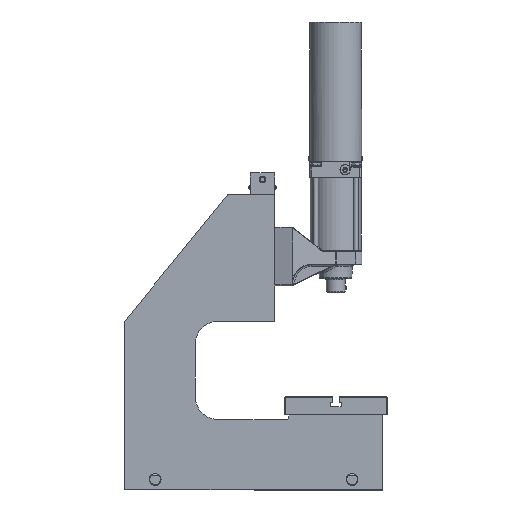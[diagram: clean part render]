
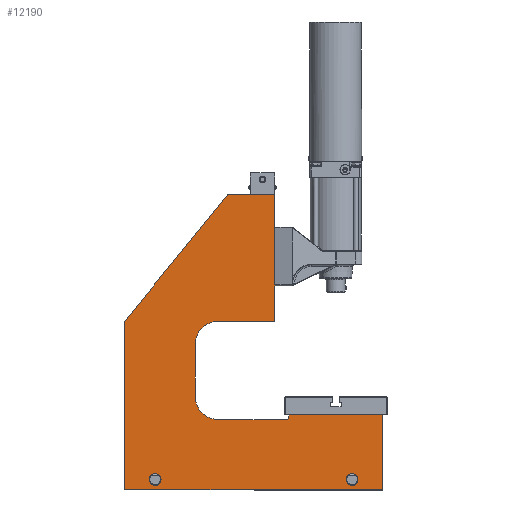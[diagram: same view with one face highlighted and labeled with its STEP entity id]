
A CAD part, left-side view. The second image highlights one B-rep face of the part: STEP entity #12190.
In plain terms, the highlighted face is planar.
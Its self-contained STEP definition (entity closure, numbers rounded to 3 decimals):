
#1086=CARTESIAN_POINT('',(416.509,35.,-99.137));
#1087=VERTEX_POINT('',#1086);
#1088=CARTESIAN_POINT('',(396.509,35.,-99.137));
#1089=VERTEX_POINT('',#1088);
#1090=CARTESIAN_POINT('',(406.509,35.0,-106.637));
#1091=DIRECTION('',(0.0,1.0,0.0));
#1092=DIRECTION('',(1.0,0.0,0.0));
#1093=AXIS2_PLACEMENT_3D('',#1090,#1091,#1092);
#1094=CIRCLE('',#1093,12.5);
#1095=EDGE_CURVE('',#1087,#1089,#1094,.T.);
#2112=CARTESIAN_POINT('',(406.509,35.0,-106.637));
#2113=DIRECTION('',(0.0,1.0,0.0));
#2114=DIRECTION('',(1.0,0.0,0.0));
#2115=AXIS2_PLACEMENT_3D('',#2112,#2113,#2114);
#2116=CIRCLE('',#2115,12.5);
#2117=EDGE_CURVE('',#1089,#1087,#2116,.T.);
#2302=CARTESIAN_POINT('',(-3.491,35.,-99.137));
#2303=VERTEX_POINT('',#2302);
#2304=CARTESIAN_POINT('',(-23.491,35.,-99.137));
#2305=VERTEX_POINT('',#2304);
#2306=CARTESIAN_POINT('',(-13.491,35.0,-106.637));
#2307=DIRECTION('',(0.0,1.0,0.0));
#2308=DIRECTION('',(1.0,0.0,0.0));
#2309=AXIS2_PLACEMENT_3D('',#2306,#2307,#2308);
#2310=CIRCLE('',#2309,12.5);
#2311=EDGE_CURVE('',#2303,#2305,#2310,.T.);
#3286=CARTESIAN_POINT('',(-13.491,35.0,-106.637));
#3287=DIRECTION('',(0.0,1.0,0.0));
#3288=DIRECTION('',(1.0,0.0,0.0));
#3289=AXIS2_PLACEMENT_3D('',#3286,#3287,#3288);
#3290=CIRCLE('',#3289,12.5);
#3291=EDGE_CURVE('',#2305,#2303,#3290,.T.);
#9732=CARTESIAN_POINT('',(471.509,35.0,30.863));
#9733=VERTEX_POINT('',#9732);
#9748=CARTESIAN_POINT('',(271.509,35.0,30.863));
#9749=VERTEX_POINT('',#9748);
#9756=CARTESIAN_POINT('',(271.509,35.0,30.863));
#9757=DIRECTION('',(1.0,0.0,0.0));
#9758=VECTOR('',#9757,200.);
#9759=LINE('',#9756,#9758);
#9760=EDGE_CURVE('',#9749,#9733,#9759,.T.);
#11720=CARTESIAN_POINT('',(241.509,35.0,230.863));
#11721=VERTEX_POINT('',#11720);
#11728=CARTESIAN_POINT('',(121.509,35.0,230.863));
#11729=VERTEX_POINT('',#11728);
#11730=CARTESIAN_POINT('',(241.509,35.0,230.863));
#11731=DIRECTION('',(-1.0,0.0,0.0));
#11732=VECTOR('',#11731,120.0);
#11733=LINE('',#11730,#11732);
#11734=EDGE_CURVE('',#11721,#11729,#11733,.T.);
#11774=CARTESIAN_POINT('',(266.509,35.0,20.863));
#11775=VERTEX_POINT('',#11774);
#11782=CARTESIAN_POINT('',(271.509,35.0,25.863));
#11783=VERTEX_POINT('',#11782);
#11784=CARTESIAN_POINT('',(266.509,35.0,25.863));
#11785=DIRECTION('',(0.0,-1.0,0.0));
#11786=DIRECTION('',(0.707,0.0,-0.707));
#11787=AXIS2_PLACEMENT_3D('',#11784,#11785,#11786);
#11788=CIRCLE('',#11787,5.0);
#11789=EDGE_CURVE('',#11775,#11783,#11788,.T.);
#11814=CARTESIAN_POINT('',(121.509,35.0,20.863));
#11815=VERTEX_POINT('',#11814);
#11822=CARTESIAN_POINT('',(121.509,35.0,20.863));
#11823=DIRECTION('',(1.0,0.0,0.0));
#11824=VECTOR('',#11823,145.);
#11825=LINE('',#11822,#11824);
#11826=EDGE_CURVE('',#11815,#11775,#11825,.T.);
#11846=CARTESIAN_POINT('',(71.509,35.0,180.863));
#11847=VERTEX_POINT('',#11846);
#11848=CARTESIAN_POINT('',(121.509,35.0,180.863));
#11849=DIRECTION('',(0.0,-1.,0.0));
#11850=DIRECTION('',(-0.707,0.0,0.707));
#11851=AXIS2_PLACEMENT_3D('',#11848,#11849,#11850);
#11852=CIRCLE('',#11851,50.);
#11853=EDGE_CURVE('',#11729,#11847,#11852,.T.);
#11878=CARTESIAN_POINT('',(71.509,35.0,70.863));
#11879=VERTEX_POINT('',#11878);
#11886=CARTESIAN_POINT('',(121.509,35.0,70.863));
#11887=DIRECTION('',(0.0,-1.,0.0));
#11888=DIRECTION('',(-0.707,0.0,-0.707));
#11889=AXIS2_PLACEMENT_3D('',#11886,#11887,#11888);
#11890=CIRCLE('',#11889,50.);
#11891=EDGE_CURVE('',#11879,#11815,#11890,.T.);
#11903=CARTESIAN_POINT('',(71.509,35.0,180.863));
#11904=DIRECTION('',(0.0,0.0,-1.0));
#11905=VECTOR('',#11904,110.0);
#11906=LINE('',#11903,#11905);
#11907=EDGE_CURVE('',#11847,#11879,#11906,.T.);
#11957=CARTESIAN_POINT('',(-78.491,35.0,-129.137));
#11958=VERTEX_POINT('',#11957);
#11959=CARTESIAN_POINT('',(-78.491,35.0,230.863));
#11960=VERTEX_POINT('',#11959);
#11961=CARTESIAN_POINT('',(-78.491,35.0,-129.137));
#11962=DIRECTION('',(0.0,0.0,1.0));
#11963=VECTOR('',#11962,360.0);
#11964=LINE('',#11961,#11963);
#11965=EDGE_CURVE('',#11958,#11960,#11964,.T.);
#11997=CARTESIAN_POINT('',(141.509,35.0,500.863));
#11998=VERTEX_POINT('',#11997);
#11999=CARTESIAN_POINT('',(-78.491,35.0,230.863));
#12000=DIRECTION('',(0.632,0.0,0.775));
#12001=VECTOR('',#12000,348.281);
#12002=LINE('',#11999,#12001);
#12003=EDGE_CURVE('',#11960,#11998,#12002,.T.);
#12027=CARTESIAN_POINT('',(271.509,35.0,25.863));
#12028=DIRECTION('',(0.0,0.0,1.0));
#12029=VECTOR('',#12028,5.);
#12030=LINE('',#12027,#12029);
#12031=EDGE_CURVE('',#11783,#9749,#12030,.T.);
#12048=CARTESIAN_POINT('',(471.509,35.0,-129.137));
#12049=VERTEX_POINT('',#12048);
#12050=CARTESIAN_POINT('',(471.509,35.0,30.863));
#12051=DIRECTION('',(0.0,0.0,-1.0));
#12052=VECTOR('',#12051,160.);
#12053=LINE('',#12050,#12052);
#12054=EDGE_CURVE('',#9733,#12049,#12053,.T.);
#12079=CARTESIAN_POINT('',(471.509,35.0,-129.137));
#12080=DIRECTION('',(-1.0,0.0,0.0));
#12081=VECTOR('',#12080,550.0);
#12082=LINE('',#12079,#12081);
#12083=EDGE_CURVE('',#12049,#11958,#12082,.T.);
#12149=CARTESIAN_POINT('',(156.515,35.0,113.253));
#12150=DIRECTION('',(0.0,-1.0,0.0));
#12151=DIRECTION('',(1.0,0.0,0.0));
#12152=AXIS2_PLACEMENT_3D('',#12149,#12150,#12151);
#12153=PLANE('',#12152);
#12154=ORIENTED_EDGE('',*,*,#11965,.F.);
#12155=ORIENTED_EDGE('',*,*,#12083,.F.);
#12156=ORIENTED_EDGE('',*,*,#12054,.F.);
#12157=ORIENTED_EDGE('',*,*,#9760,.F.);
#12158=ORIENTED_EDGE('',*,*,#12031,.F.);
#12159=ORIENTED_EDGE('',*,*,#11789,.F.);
#12160=ORIENTED_EDGE('',*,*,#11826,.F.);
#12161=ORIENTED_EDGE('',*,*,#11891,.F.);
#12162=ORIENTED_EDGE('',*,*,#11907,.F.);
#12163=ORIENTED_EDGE('',*,*,#11853,.F.);
#12164=ORIENTED_EDGE('',*,*,#11734,.F.);
#12165=CARTESIAN_POINT('',(241.509,35.0,500.863));
#12166=VERTEX_POINT('',#12165);
#12167=CARTESIAN_POINT('',(241.509,35.0,500.863));
#12168=DIRECTION('',(0.0,0.0,-1.0));
#12169=VECTOR('',#12168,270.0);
#12170=LINE('',#12167,#12169);
#12171=EDGE_CURVE('',#12166,#11721,#12170,.T.);
#12172=ORIENTED_EDGE('',*,*,#12171,.F.);
#12173=CARTESIAN_POINT('',(141.509,35.0,500.863));
#12174=DIRECTION('',(1.0,0.0,0.0));
#12175=VECTOR('',#12174,100.0);
#12176=LINE('',#12173,#12175);
#12177=EDGE_CURVE('',#11998,#12166,#12176,.T.);
#12178=ORIENTED_EDGE('',*,*,#12177,.F.);
#12179=ORIENTED_EDGE('',*,*,#12003,.F.);
#12180=EDGE_LOOP('',(#12154,#12155,#12156,#12157,#12158,#12159,#12160,#12161,#12162,#12163,#12164,#12172,#12178,#12179));
#12181=FACE_OUTER_BOUND('',#12180,.T.);
#12182=ORIENTED_EDGE('',*,*,#1095,.T.);
#12183=ORIENTED_EDGE('',*,*,#2117,.T.);
#12184=EDGE_LOOP('',(#12182,#12183));
#12185=FACE_BOUND('',#12184,.T.);
#12186=ORIENTED_EDGE('',*,*,#2311,.T.);
#12187=ORIENTED_EDGE('',*,*,#3291,.T.);
#12188=EDGE_LOOP('',(#12186,#12187));
#12189=FACE_BOUND('',#12188,.T.);
#12190=ADVANCED_FACE('',(#12181,#12185,#12189),#12153,.T.);
